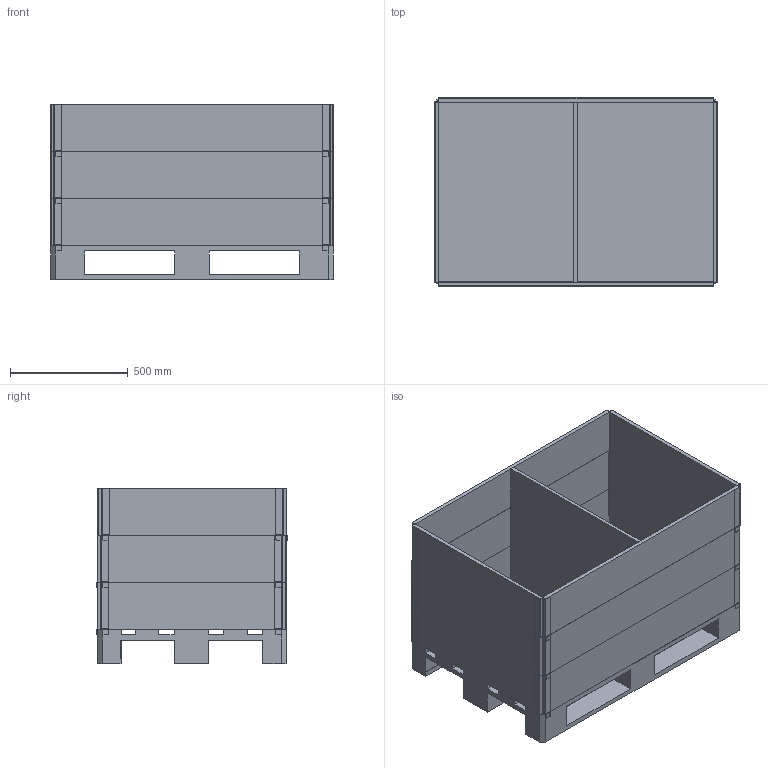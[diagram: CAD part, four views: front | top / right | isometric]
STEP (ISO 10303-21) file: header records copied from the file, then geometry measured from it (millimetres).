
FILE_DESCRIPTION(('FreeCAD Model'),'2;1');
FILE_NAME('Open CASCADE Shape Model','2025-04-02T13:27:29',(''),(''), 'Open CASCADE STEP processor 7.8','FreeCAD','Unknown');
FILE_SCHEMA(('AUTOMOTIVE_DESIGN { 1 0 10303 214 1 1 1 1 }'));
Length unit declared in the file: millimetre
Products named in the file (31): Unnamed1; 2_Collars017; Pallet; 2_Collars001; 2_Collars002; 2_Collars003; 2_Collars004; 2_Collars005; 2_Collars006; 2_Collars007; 2_Collars008; 2_Collars019; 2_Collars009; 2_Collars010; 2_Collars011; 2_Collars012; 2_Collars013; 2_Collars014; 2_Collars015; 2_Collars016; 2_Collars018; 2_Collars020; 2_Collars021; 2_Collars022; 2_Collars023; 2_Collars024; 2_Collars025; 2_Collars026; 2_Collars027; 2_Collars028; Pad
Assembly tree (30 placements, depth 3):
  Unnamed1
    2_Collars017
      Pallet
    2_Collars001
    2_Collars002
    2_Collars003
    2_Collars004
    2_Collars005
    2_Collars006
    2_Collars007
    2_Collars008
    2_Collars019
    2_Collars009
    2_Collars010
    2_Collars011
    2_Collars012
    2_Collars013
    2_Collars014
    2_Collars015
    2_Collars016
    2_Collars018
    2_Collars020
    2_Collars021
    2_Collars022
    2_Collars023
    2_Collars024
    2_Collars025
    2_Collars026
    2_Collars027
    2_Collars028
    Pad
Bounding box: 1204 x 806 x 744 mm (x, y, z)
Volume: 91098194.4 mm3; surface area: 11361864.1 mm2
Topology: 29 solids, 29 shells, 619 faces, 1675 edges, 1090 vertices
Faces by surface type: plane 475, cylinder 144
Entity records: 20060 total; most frequent: CARTESIAN_POINT 3415, ORIENTED_EDGE 3350, DIRECTION 3263, EDGE_CURVE 1675, LINE 1387, VECTOR 1387, VERTEX_POINT 1090, AXIS2_PLACEMENT_3D 938
